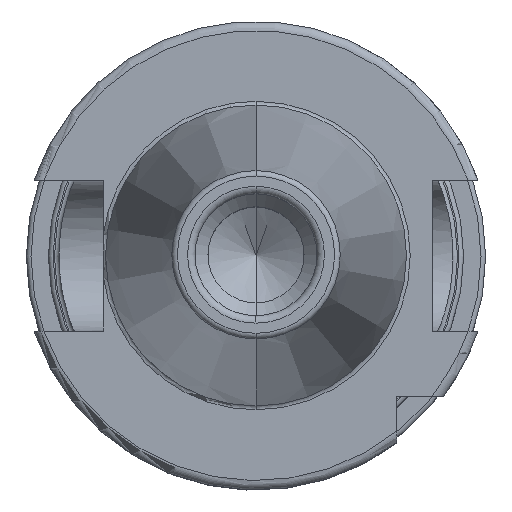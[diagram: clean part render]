
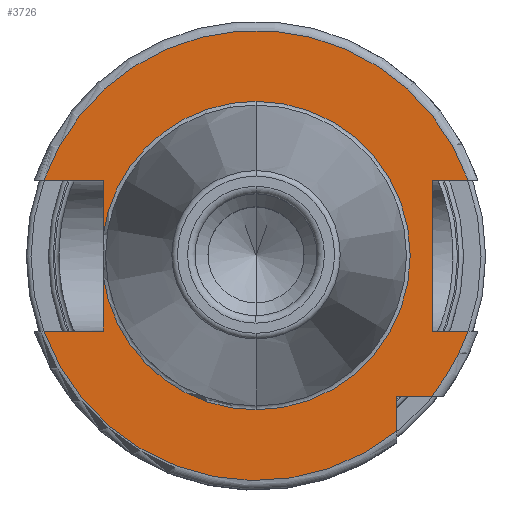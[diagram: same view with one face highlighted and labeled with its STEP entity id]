
A CAD part, top view. The second image highlights one B-rep face of the part: STEP entity #3726.
In plain terms, the highlighted planar face has unit normal (0, 0, 1).
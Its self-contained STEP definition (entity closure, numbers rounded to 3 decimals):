
#1356=CARTESIAN_POINT('',(0,0,15.9));
#1357=DIRECTION('',(0,0,1));
#1358=DIRECTION('',(0.942,0.335,0));
#1359=AXIS2_PLACEMENT_3D('',#1356,#1357,#1358);
#1407=CARTESIAN_POINT('',(0,0,15.9));
#1408=DIRECTION('',(0,0,1));
#1409=DIRECTION('',(-0.942,-0.335,0));
#1410=AXIS2_PLACEMENT_3D('',#1407,#1408,#1409);
#1423=DIRECTION('',(1,0,0));
#1424=VECTOR('',#1423,6.31);
#1425=CARTESIAN_POINT('',(-22.61,-8.05,15.9));
#1426=LINE('',#1425,#1424);
#1427=DIRECTION('',(0,1,0));
#1428=VECTOR('',#1427,5.834);
#1429=CARTESIAN_POINT('',(-16.3,-8.05,15.9));
#1430=LINE('',#1429,#1428);
#1431=DIRECTION('',(0,1,0));
#1432=VECTOR('',#1431,5.834);
#1433=CARTESIAN_POINT('',(-16.3,2.216,15.9));
#1434=LINE('',#1433,#1432);
#1435=DIRECTION('',(1,0,0));
#1436=VECTOR('',#1435,6.31);
#1437=CARTESIAN_POINT('',(-22.61,8.05,15.9));
#1438=LINE('',#1437,#1436);
#1439=DIRECTION('',(-1,0,0));
#1440=VECTOR('',#1439,3.81);
#1441=CARTESIAN_POINT('',(22.61,8.05,15.9));
#1442=LINE('',#1441,#1440);
#1443=DIRECTION('',(0,-1,0));
#1444=VECTOR('',#1443,16.1);
#1445=CARTESIAN_POINT('',(18.8,8.05,15.9));
#1446=LINE('',#1445,#1444);
#1447=DIRECTION('',(-1,0,0));
#1448=VECTOR('',#1447,3.81);
#1449=CARTESIAN_POINT('',(22.61,-8.05,15.9));
#1450=LINE('',#1449,#1448);
#1451=CARTESIAN_POINT('',(0,0,15.9));
#1452=DIRECTION('',(0,0,1));
#1453=DIRECTION('',(0.781,-0.625,0));
#1454=AXIS2_PLACEMENT_3D('',#1451,#1452,#1453);
#1456=DIRECTION('',(-1,0,0));
#1457=VECTOR('',#1456,3.735);
#1458=CARTESIAN_POINT('',(18.735,-15,15.9));
#1459=LINE('',#1458,#1457);
#1460=DIRECTION('',(0,1,0));
#1461=VECTOR('',#1460,3.735);
#1462=CARTESIAN_POINT('',(15,-18.735,15.9));
#1463=LINE('',#1462,#1461);
#1504=CARTESIAN_POINT('',(0,0,15.9));
#1505=DIRECTION('',(0,0,1));
#1506=DIRECTION('',(0,1,0));
#1507=AXIS2_PLACEMENT_3D('',#1504,#1505,#1506);
#1519=CARTESIAN_POINT('',(0,0,15.9));
#1520=DIRECTION('',(0,0,1));
#1521=DIRECTION('',(-0.991,-0.135,0));
#1522=AXIS2_PLACEMENT_3D('',#1519,#1520,#1521);
#1524=CARTESIAN_POINT('',(0,0,15.9));
#1525=DIRECTION('',(0,0,-1));
#1526=DIRECTION('',(0,1,0));
#1527=AXIS2_PLACEMENT_3D('',#1524,#1525,#1526);
#1949=CARTESIAN_POINT('',(0,16.45,15.9));
#1951=VERTEX_POINT('',#1949);
#1973=CARTESIAN_POINT('',(0,-16.45,15.9));
#1975=VERTEX_POINT('',#1973);
#2063=CARTESIAN_POINT('',(-22.61,-8.05,15.9));
#2064=CARTESIAN_POINT('',(-16.3,-8.05,15.9));
#2065=VERTEX_POINT('',#2063);
#2066=VERTEX_POINT('',#2064);
#2067=CARTESIAN_POINT('',(-16.3,-2.216,15.9));
#2068=VERTEX_POINT('',#2067);
#2069=CARTESIAN_POINT('',(-16.3,2.216,15.9));
#2070=CARTESIAN_POINT('',(-16.3,8.05,15.9));
#2071=VERTEX_POINT('',#2069);
#2072=VERTEX_POINT('',#2070);
#2073=CARTESIAN_POINT('',(-22.61,8.05,15.9));
#2074=VERTEX_POINT('',#2073);
#2075=CARTESIAN_POINT('',(18.8,8.05,15.9));
#2076=CARTESIAN_POINT('',(18.8,-8.05,15.9));
#2077=VERTEX_POINT('',#2075);
#2078=VERTEX_POINT('',#2076);
#2079=CARTESIAN_POINT('',(22.61,-8.05,15.9));
#2080=VERTEX_POINT('',#2079);
#2081=CARTESIAN_POINT('',(22.61,8.05,15.9));
#2082=VERTEX_POINT('',#2081);
#2083=CARTESIAN_POINT('',(15,-18.735,15.9));
#2084=CARTESIAN_POINT('',(15,-15,15.9));
#2085=VERTEX_POINT('',#2083);
#2086=VERTEX_POINT('',#2084);
#2087=CARTESIAN_POINT('',(18.735,-15,15.9));
#2088=VERTEX_POINT('',#2087);
#3696=CARTESIAN_POINT('',(0,0,15.9));
#3697=DIRECTION('',(0,0,-1));
#3698=DIRECTION('',(0,-1,0));
#3699=AXIS2_PLACEMENT_3D('',#3696,#3697,#3698);
#3700=PLANE('',#3699);
#3702=ORIENTED_EDGE('',*,*,#3701,.T.);
#3704=ORIENTED_EDGE('',*,*,#3703,.T.);
#3706=ORIENTED_EDGE('',*,*,#3705,.T.);
#3708=ORIENTED_EDGE('',*,*,#3707,.F.);
#3710=ORIENTED_EDGE('',*,*,#3709,.T.);
#3712=ORIENTED_EDGE('',*,*,#3711,.T.);
#3714=ORIENTED_EDGE('',*,*,#3713,.F.);
#3715=ORIENTED_EDGE('',*,*,#3673,.F.);
#3716=ORIENTED_EDGE('',*,*,#3280,.T.);
#3718=ORIENTED_EDGE('',*,*,#3717,.T.);
#3719=ORIENTED_EDGE('',*,*,#3361,.F.);
#3720=ORIENTED_EDGE('',*,*,#3663,.F.);
#3721=ORIENTED_EDGE('',*,*,#3158,.T.);
#3722=ORIENTED_EDGE('',*,*,#3144,.F.);
#3723=ORIENTED_EDGE('',*,*,#3690,.F.);
#3724=EDGE_LOOP('',(#3702,#3704,#3706,#3708,#3710,#3712,#3714,#3715,#3716,#3718,
#3719,#3720,#3721,#3722,#3723));
#3725=FACE_OUTER_BOUND('',#3724,.F.);
#3726=ADVANCED_FACE('',(#3725),#3700,.F.);
#1360=CIRCLE('',#1359,24);
#1411=CIRCLE('',#1410,24);
#1455=CIRCLE('',#1454,24);
#1508=CIRCLE('',#1507,16.45);
#1523=CIRCLE('',#1522,16.45);
#1528=CIRCLE('',#1527,16.45);
#3144=EDGE_CURVE('',#2085,#2086,#1463,.T.);
#3158=EDGE_CURVE('',#2088,#2086,#1459,.T.);
#3280=EDGE_CURVE('',#2082,#2077,#1442,.T.);
#3361=EDGE_CURVE('',#2080,#2078,#1450,.T.);
#3663=EDGE_CURVE('',#2088,#2080,#1455,.T.);
#3673=EDGE_CURVE('',#2082,#2074,#1360,.T.);
#3690=EDGE_CURVE('',#2065,#2085,#1411,.T.);
#3701=EDGE_CURVE('',#2065,#2066,#1426,.T.);
#3703=EDGE_CURVE('',#2066,#2068,#1430,.T.);
#3705=EDGE_CURVE('',#2068,#1975,#1523,.T.);
#3707=EDGE_CURVE('',#1951,#1975,#1528,.T.);
#3709=EDGE_CURVE('',#1951,#2071,#1508,.T.);
#3711=EDGE_CURVE('',#2071,#2072,#1434,.T.);
#3713=EDGE_CURVE('',#2074,#2072,#1438,.T.);
#3717=EDGE_CURVE('',#2077,#2078,#1446,.T.);
